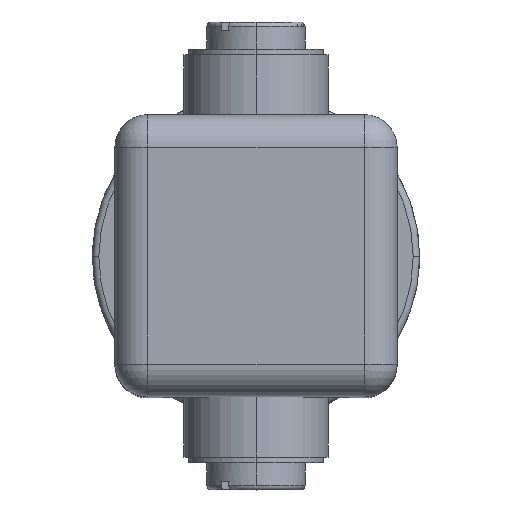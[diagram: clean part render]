
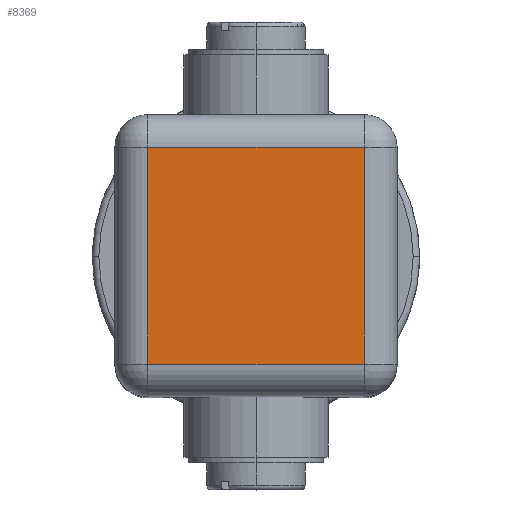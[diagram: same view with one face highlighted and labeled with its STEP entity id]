
A CAD part, top view. The second image highlights one B-rep face of the part: STEP entity #8369.
In plain terms, the highlighted planar face has unit normal (0, 0, 1).
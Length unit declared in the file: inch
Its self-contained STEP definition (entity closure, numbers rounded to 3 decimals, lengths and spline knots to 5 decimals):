
#253 = FACE_OUTER_BOUND ( 'NONE', #5396, .T. ) ;
#2457 = LINE ( 'NONE', #10184, #2525 ) ;
#2458 = VECTOR ( 'NONE', #9994, 39.37008 ) ;
#2463 = VECTOR ( 'NONE', #8999, 39.37008 ) ;
#2479 = VECTOR ( 'NONE', #10079, 39.37008 ) ;
#2525 = VECTOR ( 'NONE', #9940, 39.37008 ) ;
#2546 = LINE ( 'NONE', #9000, #2463 ) ;
#2563 = LINE ( 'NONE', #9917, #2458 ) ;
#2564 = LINE ( 'NONE', #10075, #2479 ) ;
#3565 = AXIS2_PLACEMENT_3D ( 'NONE', #4969, #4951, #4950 ) ;
#4029 = EDGE_CURVE ( 'NONE', #10578, #10697, #2546, .T. ) ;
#4044 = EDGE_CURVE ( 'NONE', #10720, #10578, #2457, .T. ) ;
#4046 = EDGE_CURVE ( 'NONE', #10562, #10720, #2563, .T. ) ;
#4048 = EDGE_CURVE ( 'NONE', #10697, #10562, #2564, .T. ) ;
#4950 = DIRECTION ( 'NONE',  ( 1., 0., 0. ) ) ;
#4951 = DIRECTION ( 'NONE',  ( 0., 0., 1. ) ) ;
#4967 = PLANE ( 'NONE',  #3565 ) ;
#4969 = CARTESIAN_POINT ( 'NONE',  ( -0.56796, -1.0244, 2.03329 ) ) ;
#5319 = ORIENTED_EDGE ( 'NONE', *, *, #4048, .T. ) ;
#5320 = ORIENTED_EDGE ( 'NONE', *, *, #4029, .T. ) ;
#5385 = ORIENTED_EDGE ( 'NONE', *, *, #4046, .T. ) ;
#5396 = EDGE_LOOP ( 'NONE', ( #5385, #5575, #5320, #5319 ) ) ;
#5575 = ORIENTED_EDGE ( 'NONE', *, *, #4044, .T. ) ;
#8369 = ADVANCED_FACE ( 'NONE', ( #253 ), #4967, .T. ) ;
#8999 = DIRECTION ( 'NONE',  ( -1., 0., 0. ) ) ;
#9000 = CARTESIAN_POINT ( 'NONE',  ( -1.56096, -0.0314, 2.03329 ) ) ;
#9438 = CARTESIAN_POINT ( 'NONE',  ( -1.56096, -1.0244, 2.03329 ) ) ;
#9454 = CARTESIAN_POINT ( 'NONE',  ( -0.56796, -0.0314, 2.03329 ) ) ;
#9573 = CARTESIAN_POINT ( 'NONE',  ( -1.56096, -0.0314, 2.03329 ) ) ;
#9596 = CARTESIAN_POINT ( 'NONE',  ( -0.56796, -1.0244, 2.03329 ) ) ;
#9917 = CARTESIAN_POINT ( 'NONE',  ( -0.56796, -1.0244, 2.03329 ) ) ;
#9940 = DIRECTION ( 'NONE',  ( 0., 1., 0. ) ) ;
#9994 = DIRECTION ( 'NONE',  ( 1., 0., 0. ) ) ;
#10075 = CARTESIAN_POINT ( 'NONE',  ( -1.56096, -1.0244, 2.03329 ) ) ;
#10079 = DIRECTION ( 'NONE',  ( 0., -1., 0. ) ) ;
#10184 = CARTESIAN_POINT ( 'NONE',  ( -0.56796, -0.0314, 2.03329 ) ) ;
#10562 = VERTEX_POINT ( 'NONE', #9438 ) ;
#10578 = VERTEX_POINT ( 'NONE', #9454 ) ;
#10697 = VERTEX_POINT ( 'NONE', #9573 ) ;
#10720 = VERTEX_POINT ( 'NONE', #9596 ) ;
